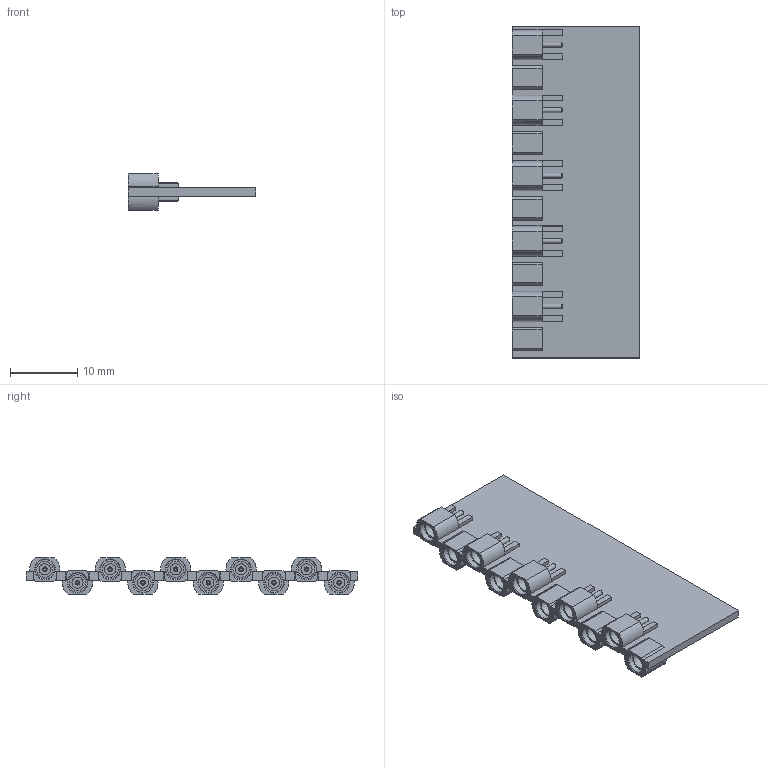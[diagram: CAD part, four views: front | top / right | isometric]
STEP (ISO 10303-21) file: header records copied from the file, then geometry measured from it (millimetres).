
FILE_DESCRIPTION(('KiCad electronic assembly'),'2;1');
FILE_NAME('MMCX_2DD-100P_Odd.step','2019-09-03T15:25:53',('An Author'),( 'A Company'),'Open CASCADE STEP processor 6.9', 'KiCad to STEP converter','Unknown');
FILE_SCHEMA(('AUTOMOTIVE_DESIGN { 1 0 10303 214 1 1 1 1 }'));
Length unit declared in the file: millimetre
Products named in the file (4): Open CASCADE STEP translator 6.9 1; MMCX_Molex_73415-0961_Horizontal; SOLID
Assembly tree (12 placements, depth 3):
  Open CASCADE STEP translator 6.9 1
    MMCX_Molex_73415-0961_Horizontal  x10
      SOLID
    SOLID
Bounding box: 19.03 x 49.51 x 5.49 mm (x, y, z)
Volume: 1425 mm3; surface area: 3252.3 mm2
Topology: 11 solids, 11 shells, 476 faces, 1082 edges, 698 vertices
Faces by surface type: plane 336, cylinder 120, cone 20
Full cylindrical faces by diameter (mm): 0.71 x10, 1.66 x10, 2.42 x10, 2.9 x10
Entity records: 6225 total; most frequent: CARTESIAN_POINT 1142, DIRECTION 895, LINE 624, VECTOR 624, ORIENTED_EDGE 454, PCURVE 454, DEFINITIONAL_REPRESENTATION 454, EDGE_CURVE 227
